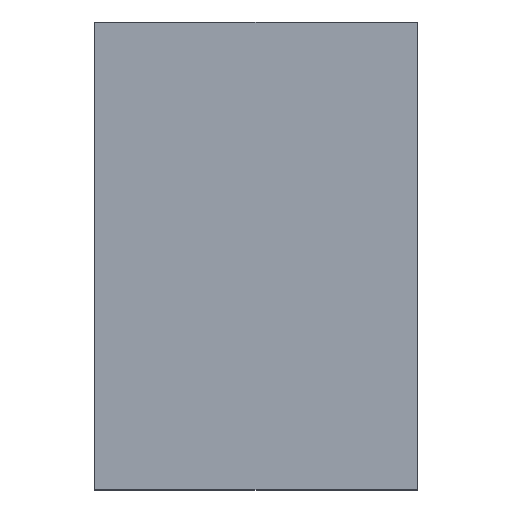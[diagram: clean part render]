
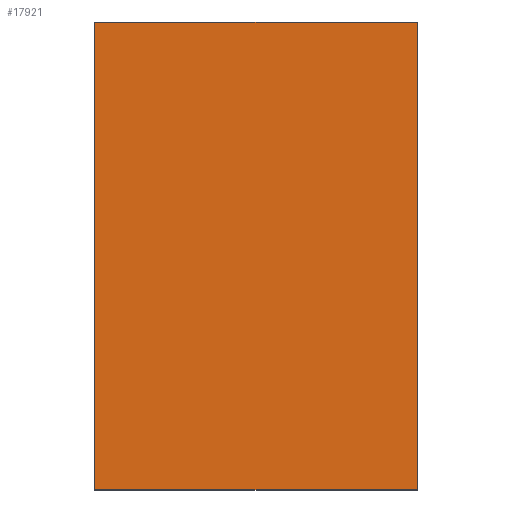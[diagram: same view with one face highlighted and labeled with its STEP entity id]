
A CAD part, top view. The second image highlights one B-rep face of the part: STEP entity #17921.
In plain terms, the highlighted planar face has unit normal (0, 0, 1).
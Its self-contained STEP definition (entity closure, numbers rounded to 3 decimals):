
#17732 = VERTEX_POINT('',#17733);
#17733 = CARTESIAN_POINT('',(-5.,-7.25,0.95));
#17740 = PLANE('',#17741);
#17741 = AXIS2_PLACEMENT_3D('',#17742,#17743,#17744);
#17742 = CARTESIAN_POINT('',(-5.,-7.25,0.15));
#17743 = DIRECTION('',(1.,0.,0.));
#17744 = DIRECTION('',(0.,0.,1.));
#17752 = PLANE('',#17753);
#17753 = AXIS2_PLACEMENT_3D('',#17754,#17755,#17756);
#17754 = CARTESIAN_POINT('',(-5.,-7.25,0.15));
#17755 = DIRECTION('',(0.,1.,0.));
#17756 = DIRECTION('',(0.,0.,1.));
#17793 = VERTEX_POINT('',#17794);
#17794 = CARTESIAN_POINT('',(-5.,7.25,0.95));
#17808 = PLANE('',#17809);
#17809 = AXIS2_PLACEMENT_3D('',#17810,#17811,#17812);
#17810 = CARTESIAN_POINT('',(-5.,7.25,0.15));
#17811 = DIRECTION('',(0.,1.,0.));
#17812 = DIRECTION('',(0.,0.,1.));
#17820 = EDGE_CURVE('',#17732,#17793,#17821,.T.);
#17821 = SURFACE_CURVE('',#17822,(#17826,#17833),.PCURVE_S1.);
#17822 = LINE('',#17823,#17824);
#17823 = CARTESIAN_POINT('',(-5.,-7.25,0.95));
#17824 = VECTOR('',#17825,1.);
#17825 = DIRECTION('',(0.,1.,0.));
#17826 = PCURVE('',#17740,#17827);
#17827 = DEFINITIONAL_REPRESENTATION('',(#17828),#17832);
#17828 = LINE('',#17829,#17830);
#17829 = CARTESIAN_POINT('',(0.8,0.));
#17830 = VECTOR('',#17831,1.);
#17831 = DIRECTION('',(0.,-1.));
#17832 = ( GEOMETRIC_REPRESENTATION_CONTEXT(2) 
PARAMETRIC_REPRESENTATION_CONTEXT() REPRESENTATION_CONTEXT('2D SPACE',''
  ) );
#17833 = PCURVE('',#17834,#17839);
#17834 = PLANE('',#17835);
#17835 = AXIS2_PLACEMENT_3D('',#17836,#17837,#17838);
#17836 = CARTESIAN_POINT('',(-5.,-7.25,0.95));
#17837 = DIRECTION('',(0.,0.,1.));
#17838 = DIRECTION('',(1.,0.,0.));
#17839 = DEFINITIONAL_REPRESENTATION('',(#17840),#17844);
#17840 = LINE('',#17841,#17842);
#17841 = CARTESIAN_POINT('',(0.,0.));
#17842 = VECTOR('',#17843,1.);
#17843 = DIRECTION('',(0.,1.));
#17844 = ( GEOMETRIC_REPRESENTATION_CONTEXT(2) 
PARAMETRIC_REPRESENTATION_CONTEXT() REPRESENTATION_CONTEXT('2D SPACE',''
  ) );
#17873 = EDGE_CURVE('',#17732,#17874,#17876,.T.);
#17874 = VERTEX_POINT('',#17875);
#17875 = CARTESIAN_POINT('',(5.,-7.25,0.95));
#17876 = SURFACE_CURVE('',#17877,(#17881,#17888),.PCURVE_S1.);
#17877 = LINE('',#17878,#17879);
#17878 = CARTESIAN_POINT('',(-5.,-7.25,0.95));
#17879 = VECTOR('',#17880,1.);
#17880 = DIRECTION('',(1.,0.,0.));
#17881 = PCURVE('',#17752,#17882);
#17882 = DEFINITIONAL_REPRESENTATION('',(#17883),#17887);
#17883 = LINE('',#17884,#17885);
#17884 = CARTESIAN_POINT('',(0.8,0.));
#17885 = VECTOR('',#17886,1.);
#17886 = DIRECTION('',(0.,1.));
#17887 = ( GEOMETRIC_REPRESENTATION_CONTEXT(2) 
PARAMETRIC_REPRESENTATION_CONTEXT() REPRESENTATION_CONTEXT('2D SPACE',''
  ) );
#17888 = PCURVE('',#17834,#17889);
#17889 = DEFINITIONAL_REPRESENTATION('',(#17890),#17894);
#17890 = LINE('',#17891,#17892);
#17891 = CARTESIAN_POINT('',(0.,0.));
#17892 = VECTOR('',#17893,1.);
#17893 = DIRECTION('',(1.,0.));
#17894 = ( GEOMETRIC_REPRESENTATION_CONTEXT(2) 
PARAMETRIC_REPRESENTATION_CONTEXT() REPRESENTATION_CONTEXT('2D SPACE',''
  ) );
#17910 = PLANE('',#17911);
#17911 = AXIS2_PLACEMENT_3D('',#17912,#17913,#17914);
#17912 = CARTESIAN_POINT('',(5.,-7.25,0.15));
#17913 = DIRECTION('',(1.,0.,0.));
#17914 = DIRECTION('',(0.,0.,1.));
#17921 = ADVANCED_FACE('',(#17922),#17834,.T.);
#17922 = FACE_BOUND('',#17923,.T.);
#17923 = EDGE_LOOP('',(#17924,#17925,#17926,#17949));
#17924 = ORIENTED_EDGE('',*,*,#17820,.F.);
#17925 = ORIENTED_EDGE('',*,*,#17873,.T.);
#17926 = ORIENTED_EDGE('',*,*,#17927,.T.);
#17927 = EDGE_CURVE('',#17874,#17928,#17930,.T.);
#17928 = VERTEX_POINT('',#17929);
#17929 = CARTESIAN_POINT('',(5.,7.25,0.95));
#17930 = SURFACE_CURVE('',#17931,(#17935,#17942),.PCURVE_S1.);
#17931 = LINE('',#17932,#17933);
#17932 = CARTESIAN_POINT('',(5.,-7.25,0.95));
#17933 = VECTOR('',#17934,1.);
#17934 = DIRECTION('',(0.,1.,0.));
#17935 = PCURVE('',#17834,#17936);
#17936 = DEFINITIONAL_REPRESENTATION('',(#17937),#17941);
#17937 = LINE('',#17938,#17939);
#17938 = CARTESIAN_POINT('',(10.,0.));
#17939 = VECTOR('',#17940,1.);
#17940 = DIRECTION('',(0.,1.));
#17941 = ( GEOMETRIC_REPRESENTATION_CONTEXT(2) 
PARAMETRIC_REPRESENTATION_CONTEXT() REPRESENTATION_CONTEXT('2D SPACE',''
  ) );
#17942 = PCURVE('',#17910,#17943);
#17943 = DEFINITIONAL_REPRESENTATION('',(#17944),#17948);
#17944 = LINE('',#17945,#17946);
#17945 = CARTESIAN_POINT('',(0.8,0.));
#17946 = VECTOR('',#17947,1.);
#17947 = DIRECTION('',(0.,-1.));
#17948 = ( GEOMETRIC_REPRESENTATION_CONTEXT(2) 
PARAMETRIC_REPRESENTATION_CONTEXT() REPRESENTATION_CONTEXT('2D SPACE',''
  ) );
#17949 = ORIENTED_EDGE('',*,*,#17950,.F.);
#17950 = EDGE_CURVE('',#17793,#17928,#17951,.T.);
#17951 = SURFACE_CURVE('',#17952,(#17956,#17963),.PCURVE_S1.);
#17952 = LINE('',#17953,#17954);
#17953 = CARTESIAN_POINT('',(-5.,7.25,0.95));
#17954 = VECTOR('',#17955,1.);
#17955 = DIRECTION('',(1.,0.,0.));
#17956 = PCURVE('',#17834,#17957);
#17957 = DEFINITIONAL_REPRESENTATION('',(#17958),#17962);
#17958 = LINE('',#17959,#17960);
#17959 = CARTESIAN_POINT('',(0.,14.5));
#17960 = VECTOR('',#17961,1.);
#17961 = DIRECTION('',(1.,0.));
#17962 = ( GEOMETRIC_REPRESENTATION_CONTEXT(2) 
PARAMETRIC_REPRESENTATION_CONTEXT() REPRESENTATION_CONTEXT('2D SPACE',''
  ) );
#17963 = PCURVE('',#17808,#17964);
#17964 = DEFINITIONAL_REPRESENTATION('',(#17965),#17969);
#17965 = LINE('',#17966,#17967);
#17966 = CARTESIAN_POINT('',(0.8,0.));
#17967 = VECTOR('',#17968,1.);
#17968 = DIRECTION('',(0.,1.));
#17969 = ( GEOMETRIC_REPRESENTATION_CONTEXT(2) 
PARAMETRIC_REPRESENTATION_CONTEXT() REPRESENTATION_CONTEXT('2D SPACE',''
  ) );
